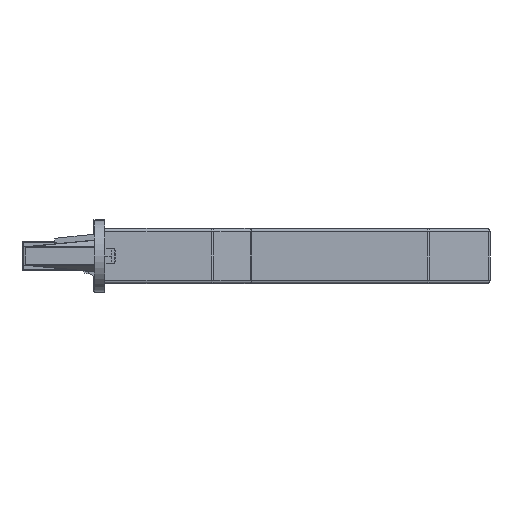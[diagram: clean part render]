
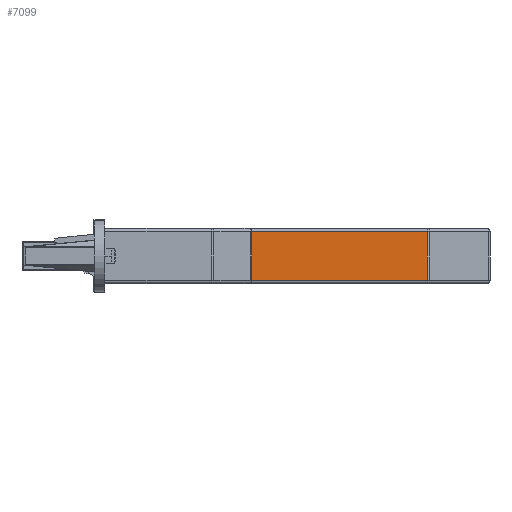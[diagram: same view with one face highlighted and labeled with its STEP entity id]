
A CAD part, front view. The second image highlights one B-rep face of the part: STEP entity #7099.
In plain terms, the highlighted planar face has unit normal (0, -1, 0).
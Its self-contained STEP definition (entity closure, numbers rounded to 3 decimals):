
#338 = LINE ( 'NONE', #11225, #21871 ) ;
#411 = CARTESIAN_POINT ( 'NONE',  ( 103.586, -14.7, -0.75 ) ) ;
#1249 = CARTESIAN_POINT ( 'NONE',  ( 14., -14.7, 12.75 ) ) ;
#1327 = EDGE_CURVE ( 'NONE', #11040, #16704, #8537, .T. ) ;
#1363 = EDGE_CURVE ( 'NONE', #2587, #8051, #6327, .T. ) ;
#1727 = ORIENTED_EDGE ( 'NONE', *, *, #10778, .T. ) ;
#2587 = VERTEX_POINT ( 'NONE', #7042 ) ;
#3365 = CARTESIAN_POINT ( 'NONE',  ( 104., -14.7, -0.75 ) ) ;
#3380 = DIRECTION ( 'NONE',  ( -1., 0., 0. ) ) ;
#3672 = ORIENTED_EDGE ( 'NONE', *, *, #20676, .T. ) ;
#3988 = VECTOR ( 'NONE', #14871, 1000. ) ;
#4243 = AXIS2_PLACEMENT_3D ( 'NONE', #21552, #4406, #17602 ) ;
#4406 = DIRECTION ( 'NONE',  ( 0., -1., 0. ) ) ;
#4525 = CARTESIAN_POINT ( 'NONE',  ( 14., -14.7, -1.75 ) ) ;
#4637 = PLANE ( 'NONE',  #6295 ) ;
#5114 = EDGE_LOOP ( 'NONE', ( #17432, #21350, #3672, #1727 ) ) ;
#5529 = DIRECTION ( 'NONE',  ( 0., -1., 0. ) ) ;
#5605 = DIRECTION ( 'NONE',  ( 0., 0., 1. ) ) ;
#5647 = CARTESIAN_POINT ( 'NONE',  ( 14., -14.7, -0.75 ) ) ;
#5875 = CARTESIAN_POINT ( 'NONE',  ( 103.586, -14.7, 12.75 ) ) ;
#5953 = AXIS2_PLACEMENT_3D ( 'NONE', #21204, #5529, #12184 ) ;
#6295 = AXIS2_PLACEMENT_3D ( 'NONE', #4525, #14715, #13337 ) ;
#6327 = CIRCLE ( 'NONE', #5953, 1.75 ) ;
#6823 = LINE ( 'NONE', #1249, #8481 ) ;
#7042 = CARTESIAN_POINT ( 'NONE',  ( 44.75, -14.7, 7.75 ) ) ;
#7099 = ADVANCED_FACE ( 'NONE', ( #16660, #21918 ), #4637, .T. ) ;
#7896 = CARTESIAN_POINT ( 'NONE',  ( 14., -14.7, -1.75 ) ) ;
#8051 = VERTEX_POINT ( 'NONE', #8782 ) ;
#8089 = ORIENTED_EDGE ( 'NONE', *, *, #1363, .F. ) ;
#8481 = VECTOR ( 'NONE', #3380, 1000. ) ;
#8537 = LINE ( 'NONE', #3365, #21301 ) ;
#8757 = DIRECTION ( 'NONE',  ( 1., 0., 0. ) ) ;
#8782 = CARTESIAN_POINT ( 'NONE',  ( 44.75, -14.7, 4.25 ) ) ;
#10778 = EDGE_CURVE ( 'NONE', #10945, #15191, #6823, .T. ) ;
#10945 = VERTEX_POINT ( 'NONE', #5875 ) ;
#11040 = VERTEX_POINT ( 'NONE', #5647 ) ;
#11189 = CIRCLE ( 'NONE', #4243, 1.75 ) ;
#11225 = CARTESIAN_POINT ( 'NONE',  ( 103.586, -14.7, -1.75 ) ) ;
#11793 = EDGE_LOOP ( 'NONE', ( #12852, #8089 ) ) ;
#12184 = DIRECTION ( 'NONE',  ( 0., 0., -1. ) ) ;
#12852 = ORIENTED_EDGE ( 'NONE', *, *, #18410, .F. ) ;
#13337 = DIRECTION ( 'NONE',  ( 1., 0., 0. ) ) ;
#13664 = EDGE_CURVE ( 'NONE', #11040, #15191, #21958, .T. ) ;
#14715 = DIRECTION ( 'NONE',  ( 0., -1., 0. ) ) ;
#14871 = DIRECTION ( 'NONE',  ( 0., 0., 1. ) ) ;
#15191 = VERTEX_POINT ( 'NONE', #21466 ) ;
#16660 = FACE_BOUND ( 'NONE', #11793, .T. ) ;
#16704 = VERTEX_POINT ( 'NONE', #411 ) ;
#17432 = ORIENTED_EDGE ( 'NONE', *, *, #13664, .F. ) ;
#17602 = DIRECTION ( 'NONE',  ( 0., 0., -1. ) ) ;
#18410 = EDGE_CURVE ( 'NONE', #8051, #2587, #11189, .T. ) ;
#20676 = EDGE_CURVE ( 'NONE', #16704, #10945, #338, .T. ) ;
#21204 = CARTESIAN_POINT ( 'NONE',  ( 44.75, -14.7, 6. ) ) ;
#21301 = VECTOR ( 'NONE', #8757, 1000. ) ;
#21350 = ORIENTED_EDGE ( 'NONE', *, *, #1327, .T. ) ;
#21466 = CARTESIAN_POINT ( 'NONE',  ( 14., -14.7, 12.75 ) ) ;
#21552 = CARTESIAN_POINT ( 'NONE',  ( 44.75, -14.7, 6. ) ) ;
#21871 = VECTOR ( 'NONE', #5605, 1000. ) ;
#21918 = FACE_OUTER_BOUND ( 'NONE', #5114, .T. ) ;
#21958 = LINE ( 'NONE', #7896, #3988 ) ;
